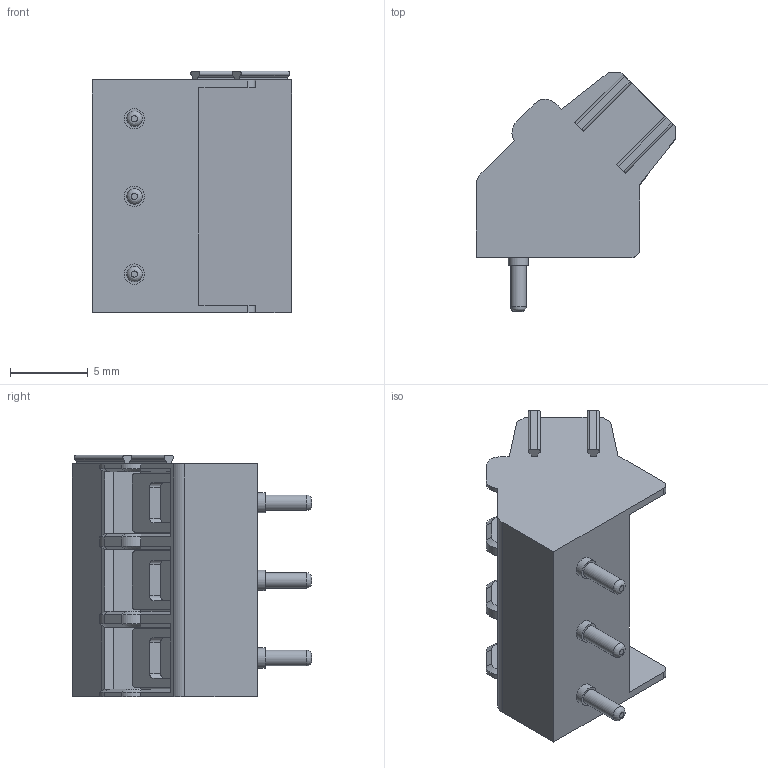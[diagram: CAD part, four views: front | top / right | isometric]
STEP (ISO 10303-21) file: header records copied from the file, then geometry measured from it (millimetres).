
FILE_DESCRIPTION(/* description */ (''),/* implementation_level */ '2;1');
FILE_NAME(/* name */ '3POS Phoenix.step',/* time_stamp */ '2024-05-04T12:11:29-05:00',/* author */ (''),/* organization */ (''),/* preprocessor_version */ 'ST-DEVELOPER v20',/* originating_system */ 'Autodesk Translation Framework v12.20.1.177',/* authorisation */ '');
FILE_SCHEMA (('AUTOMOTIVE_DESIGN { 1 0 10303 214 3 1 1 }'));
Length unit declared in the file: millimetre
Products named in the file (2): (Unsaved); pta_1.5_3_5.0
Assembly tree (1 placements, depth 2):
  (Unsaved)
    pta_1.5_3_5.0
Bounding box: 12.82 x 15.4 x 15.57 mm (x, y, z)
Volume: 1282.5 mm3; surface area: 1300.3 mm2
Topology: 1 solids, 1 shells, 268 faces, 705 edges, 461 vertices
Faces by surface type: plane 167, cylinder 77, cone 15, torus 6, bspline 3
Full cylindrical faces by diameter (mm): 0.457 x1, 1 x3, 1.3 x3, 4 x3
Entity records: 8802 total; most frequent: CARTESIAN_POINT 1671, DIRECTION 1443, ORIENTED_EDGE 1410, EDGE_CURVE 705, AXIS2_PLACEMENT_3D 488, LINE 467, VECTOR 467, VERTEX_POINT 461
